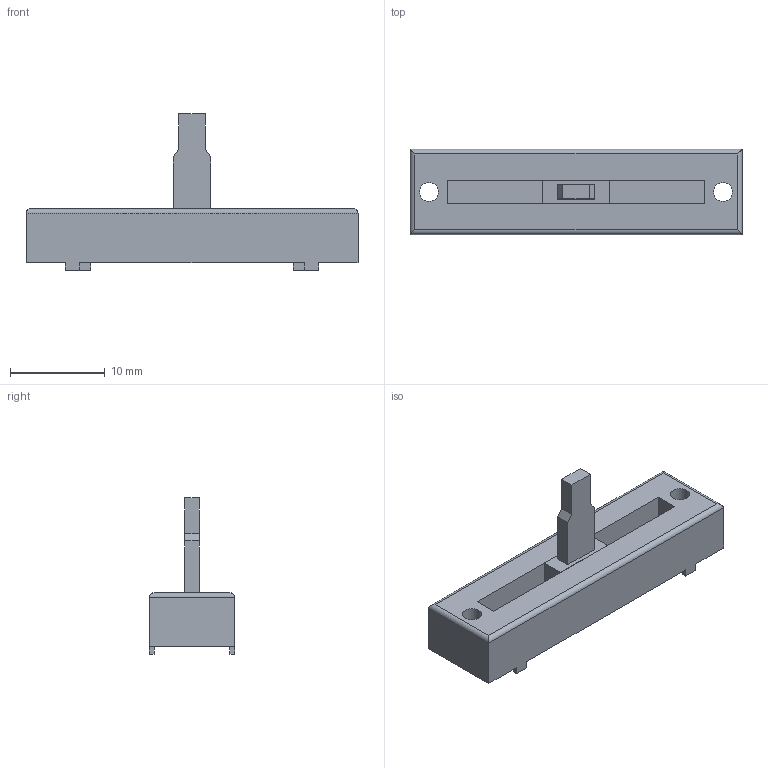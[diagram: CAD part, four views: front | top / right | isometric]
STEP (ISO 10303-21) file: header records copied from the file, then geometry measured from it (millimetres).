
FILE_DESCRIPTION(/* description */ (''),/* implementation_level */ '2;1');
FILE_NAME(/* name */ 'pta2043 v1.step',/* time_stamp */ '2023-06-11T20:47:47+02:00',/* author */ (''),/* organization */ (''),/* preprocessor_version */ 'ST-DEVELOPER v19.2',/* originating_system */ 'Autodesk Translation Framework v12.6.0.85',/* authorisation */ '');
FILE_SCHEMA (('AUTOMOTIVE_DESIGN { 1 0 10303 214 3 1 1 }'));
Length unit declared in the file: millimetre
Products named in the file (2): pta2043; Composant1
Assembly tree (1 placements, depth 2):
  pta2043
    Composant1
Bounding box: 35 x 9 x 16.5 mm (x, y, z)
Volume: 1545.6 mm3; surface area: 1687 mm2
Topology: 1 solids, 1 shells, 47 faces, 122 edges, 80 vertices
Faces by surface type: plane 41, cylinder 6
Full cylindrical faces by diameter (mm): 2 x2
Entity records: 1513 total; most frequent: CARTESIAN_POINT 252, ORIENTED_EDGE 244, DIRECTION 230, EDGE_CURVE 122, LINE 114, VECTOR 114, VERTEX_POINT 80, AXIS2_PLACEMENT_3D 58
